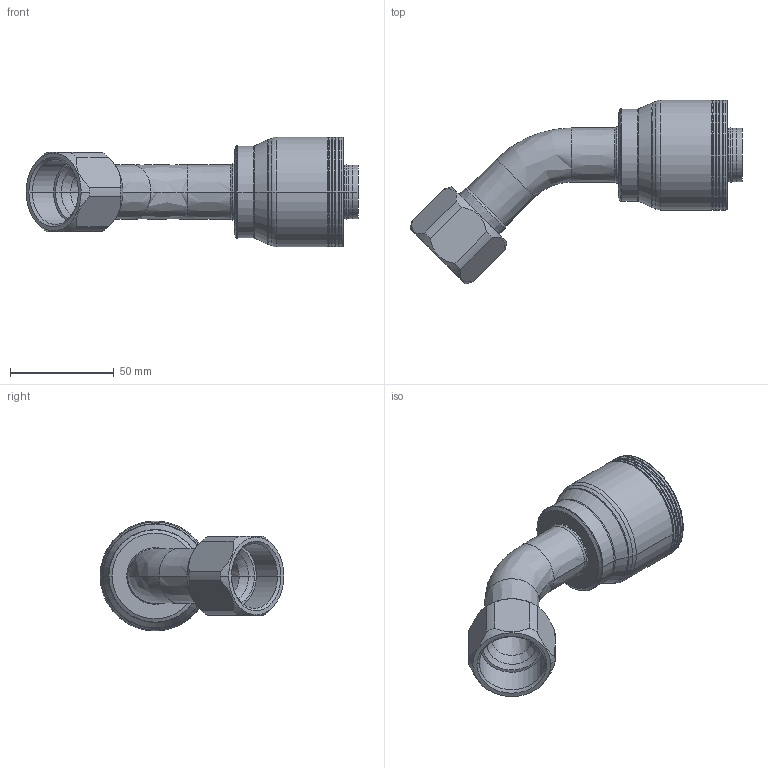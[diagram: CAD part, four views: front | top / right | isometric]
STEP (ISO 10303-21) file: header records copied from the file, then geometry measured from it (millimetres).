
FILE_DESCRIPTION((''),'2;1');
FILE_NAME('4SA16FJA16','2018-05-09T',('E5251691'),('Eaton Hydraulics Inc.'),'PRO/ENGINEER BY PARAMETRIC TECHNOLOGY CORPORATION, 2010280','PRO/ENGINEER BY PARAMETRIC TECHNOLOGY CORPORATION, 2010280','');
FILE_SCHEMA(('CONFIG_CONTROL_DESIGN'));
Products named in the file (5): 1F40460-1616_045_038; 1290-16; FF91157-16_AF0; 4S16_CRIMP; 4SA16FJA16
Assembly tree (4 placements, depth 2):
  4SA16FJA16
    1F40460-1616_045_038
    1290-16
    FF91157-16_AF0
    4S16_CRIMP
Bounding box: 159.91 x 88.5 x 52.93 mm (x, y, z)
Volume: 75475.9 mm3; surface area: 47718.7 mm2
Topology: 4 solids, 4 shells, 192 faces, 398 edges, 220 vertices
Faces by surface type: cylinder 58, bspline 54, cone 40, plane 20, torus 20
Entity records: 7854 total; most frequent: CARTESIAN_POINT 3836, DIRECTION 814, ORIENTED_EDGE 796, EDGE_CURVE 398, AXIS2_PLACEMENT_3D 333, VERTEX_POINT 220, EDGE_LOOP 206, FACE_OUTER_BOUND 192
